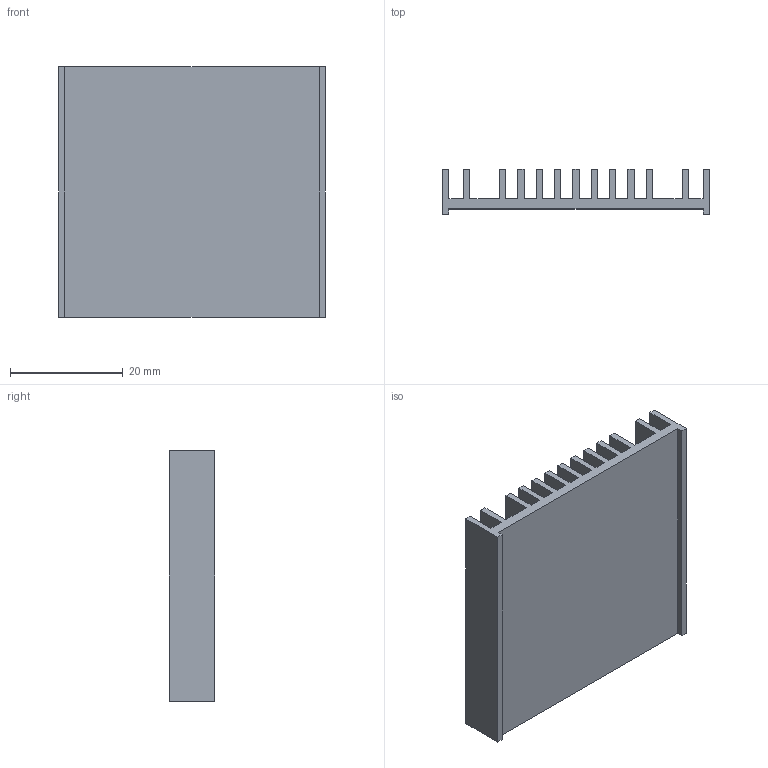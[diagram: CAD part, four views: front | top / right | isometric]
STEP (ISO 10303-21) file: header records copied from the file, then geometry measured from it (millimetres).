
FILE_DESCRIPTION(/* description */ (''),/* implementation_level */ '2;1');
FILE_NAME(/* name */ 'disipador_00.step',/* time_stamp */ '2024-10-14T16:54:36-06:00',/* author */ ('LADESA-WS'),/* organization */ (''),/* preprocessor_version */ 'ST-DEVELOPER v19.2',/* originating_system */ 'Autodesk Inventor 2023',/* authorisation */ '');
FILE_SCHEMA (('AUTOMOTIVE_DESIGN { 1 0 10303 214 3 1 1 }'));
Length unit declared in the file: millimetre
Products named in the file (1): disipador_00
Bounding box: 47.2 x 8 x 44.4 mm (x, y, z)
Volume: 7171.5 mm3; surface area: 10854.7 mm2
Topology: 1 solids, 1 shells, 58 faces, 168 edges, 112 vertices
Faces by surface type: plane 58
Entity records: 1915 total; most frequent: CARTESIAN_POINT 339, ORIENTED_EDGE 336, DIRECTION 286, LINE 168, VECTOR 168, EDGE_CURVE 168, VERTEX_POINT 112, AXIS2_PLACEMENT_3D 59
